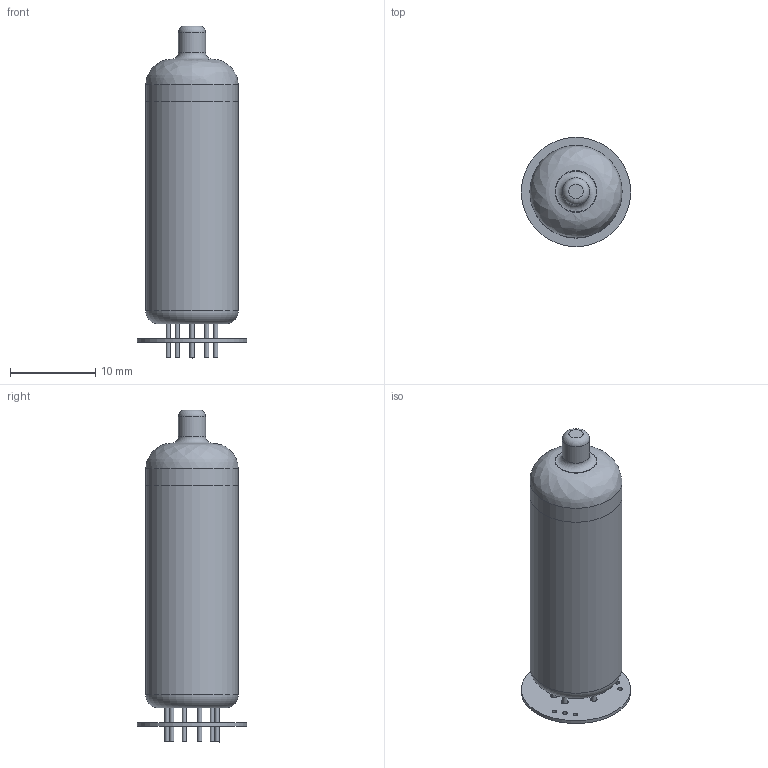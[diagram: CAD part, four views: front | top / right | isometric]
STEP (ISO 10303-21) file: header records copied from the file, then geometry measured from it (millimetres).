
FILE_DESCRIPTION(('Open CASCADE Model'),'2;1');
FILE_NAME('Open CASCADE Shape Model','2018-05-10T01:41:18',('Author'),( 'Open CASCADE'),'Open CASCADE STEP processor 6.8','Open CASCADE 6.8' ,'Unknown');
FILE_SCHEMA(('AUTOMOTIVE_DESIGN { 1 0 10303 214 1 1 1 1 }'));
Length unit declared in the file: millimetre
Products named in the file (4): PCB; Board; T?; IV-9_v3
Assembly tree (3 placements, depth 3):
  PCB
    Board
    T?
      IV-9_v3
Bounding box: 12.8 x 12.8 x 38.84 mm (x, y, z)
Volume: 811.4 mm3; surface area: 2980.2 mm2
Topology: 13 solids, 13 shells, 77 faces, 160 edges, 112 vertices
Faces by surface type: plane 37, cylinder 34, torus 4, bspline 2
Full cylindrical faces by diameter (mm): 0.5 x9, 0.55 x9, 0.8 x9, 3.177 x1, 4 x1, 10 x2, 10.8 x2, 12.8 x1
Entity records: 2384 total; most frequent: DIRECTION 420, CARTESIAN_POINT 405, ORIENTED_EDGE 320, AXIS2_PLACEMENT_3D 181, EDGE_CURVE 160, FACE_BOUND 118, EDGE_LOOP 118, VERTEX_POINT 112
